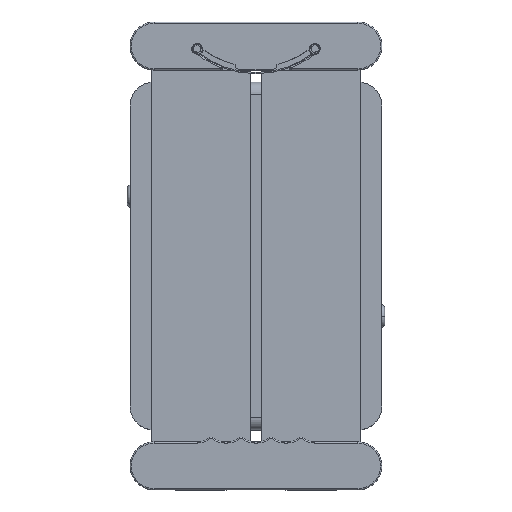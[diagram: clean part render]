
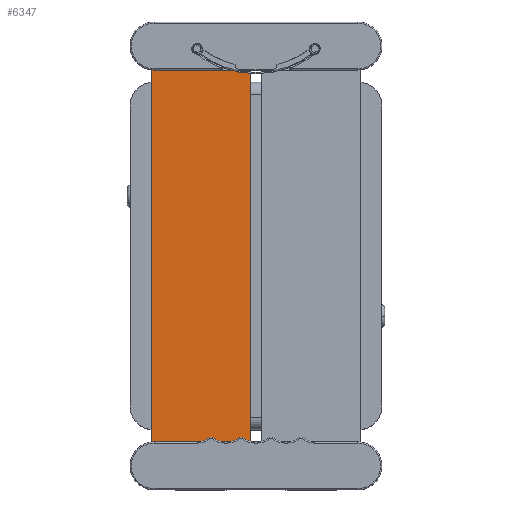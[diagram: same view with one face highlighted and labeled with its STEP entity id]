
A CAD part, top view. The second image highlights one B-rep face of the part: STEP entity #6347.
In plain terms, the highlighted planar face has unit normal (0, 0, 1).
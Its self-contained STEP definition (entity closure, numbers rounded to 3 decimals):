
#320 = EDGE_LOOP ( 'NONE', ( #4497, #441, #2654, #5900, #1611, #1840, #3042 ) ) ;
#362 = AXIS2_PLACEMENT_3D ( 'NONE', #1417, #4691, #2552 ) ;
#387 = AXIS2_PLACEMENT_3D ( 'NONE', #5534, #5073, #3482 ) ;
#403 = EDGE_CURVE ( 'NONE', #5899, #6404, #2751, .T. ) ;
#441 = ORIENTED_EDGE ( 'NONE', *, *, #3321, .T. ) ;
#448 = AXIS2_PLACEMENT_3D ( 'NONE', #6648, #4549, #1887 ) ;
#581 = DIRECTION ( 'NONE',  ( -1., 0., 0. ) ) ;
#908 = CARTESIAN_POINT ( 'NONE',  ( -28.574, 29.672, 72.5 ) ) ;
#1263 = VECTOR ( 'NONE', #3917, 1000. ) ;
#1417 = CARTESIAN_POINT ( 'NONE',  ( -28.574, 33.672, 72.5 ) ) ;
#1464 = CARTESIAN_POINT ( 'NONE',  ( -25.074, -36.328, 72.5 ) ) ;
#1611 = ORIENTED_EDGE ( 'NONE', *, *, #4108, .T. ) ;
#1634 = CARTESIAN_POINT ( 'NONE',  ( -12.574, 29.672, 72.5 ) ) ;
#1657 = CIRCLE ( 'NONE', #448, 4. ) ;
#1735 = CARTESIAN_POINT ( 'NONE',  ( -12.574, -40.328, 72.5 ) ) ;
#1738 = EDGE_CURVE ( 'NONE', #5899, #6632, #6421, .T. ) ;
#1765 = VERTEX_POINT ( 'NONE', #908 ) ;
#1840 = ORIENTED_EDGE ( 'NONE', *, *, #403, .F. ) ;
#1887 = DIRECTION ( 'NONE',  ( 1., 0., 0. ) ) ;
#1967 = DIRECTION ( 'NONE',  ( 0., -1., 0. ) ) ;
#2171 = CARTESIAN_POINT ( 'NONE',  ( -32.374, 29.672, 72.5 ) ) ;
#2214 = EDGE_CURVE ( 'NONE', #5506, #3825, #2496, .T. ) ;
#2467 = DIRECTION ( 'NONE',  ( 0., 0., 1. ) ) ;
#2496 = LINE ( 'NONE', #4597, #5767 ) ;
#2552 = DIRECTION ( 'NONE',  ( 1., 0., 0. ) ) ;
#2654 = ORIENTED_EDGE ( 'NONE', *, *, #2214, .F. ) ;
#2666 = CARTESIAN_POINT ( 'NONE',  ( -12.574, -36.328, 72.5 ) ) ;
#2751 = LINE ( 'NONE', #2898, #6635 ) ;
#2898 = CARTESIAN_POINT ( 'NONE',  ( -29.074, 29.672, 72.5 ) ) ;
#2933 = FACE_OUTER_BOUND ( 'NONE', #320, .T. ) ;
#3042 = ORIENTED_EDGE ( 'NONE', *, *, #1738, .T. ) ;
#3216 = CIRCLE ( 'NONE', #362, 4. ) ;
#3254 = LINE ( 'NONE', #1735, #1263 ) ;
#3321 = EDGE_CURVE ( 'NONE', #5227, #3825, #1657, .T. ) ;
#3335 = CARTESIAN_POINT ( 'NONE',  ( -29.074, -36.328, 72.5 ) ) ;
#3340 = VECTOR ( 'NONE', #581, 1000. ) ;
#3482 = DIRECTION ( 'NONE',  ( 1., 0., 0. ) ) ;
#3794 = DIRECTION ( 'NONE',  ( 0., 1., 0. ) ) ;
#3825 = VERTEX_POINT ( 'NONE', #2666 ) ;
#3917 = DIRECTION ( 'NONE',  ( -1., 0., 0. ) ) ;
#3926 = CARTESIAN_POINT ( 'NONE',  ( -16.574, -40.328, 72.5 ) ) ;
#4108 = EDGE_CURVE ( 'NONE', #1765, #6404, #3216, .T. ) ;
#4301 = AXIS2_PLACEMENT_3D ( 'NONE', #1464, #2467, #6082 ) ;
#4446 = CARTESIAN_POINT ( 'NONE',  ( -29.074, 29.703, 72.5 ) ) ;
#4497 = ORIENTED_EDGE ( 'NONE', *, *, #5548, .F. ) ;
#4549 = DIRECTION ( 'NONE',  ( 0., 0., 1. ) ) ;
#4586 = PLANE ( 'NONE',  #387 ) ;
#4597 = CARTESIAN_POINT ( 'NONE',  ( -12.574, -20.328, 72.5 ) ) ;
#4691 = DIRECTION ( 'NONE',  ( 0., 0., -1. ) ) ;
#4759 = EDGE_CURVE ( 'NONE', #5506, #1765, #5330, .T. ) ;
#5073 = DIRECTION ( 'NONE',  ( 0., 0., -1. ) ) ;
#5227 = VERTEX_POINT ( 'NONE', #3926 ) ;
#5330 = LINE ( 'NONE', #2171, #3340 ) ;
#5506 = VERTEX_POINT ( 'NONE', #1634 ) ;
#5534 = CARTESIAN_POINT ( 'NONE',  ( -14.374, 33.672, 72.5 ) ) ;
#5548 = EDGE_CURVE ( 'NONE', #5227, #6632, #3254, .T. ) ;
#5767 = VECTOR ( 'NONE', #1967, 1000. ) ;
#5899 = VERTEX_POINT ( 'NONE', #3335 ) ;
#5900 = ORIENTED_EDGE ( 'NONE', *, *, #4759, .T. ) ;
#6082 = DIRECTION ( 'NONE',  ( 1., 0., 0. ) ) ;
#6347 = ADVANCED_FACE ( 'NONE', ( #2933 ), #4586, .F. ) ;
#6404 = VERTEX_POINT ( 'NONE', #4446 ) ;
#6421 = CIRCLE ( 'NONE', #4301, 4. ) ;
#6632 = VERTEX_POINT ( 'NONE', #6679 ) ;
#6635 = VECTOR ( 'NONE', #3794, 1000. ) ;
#6648 = CARTESIAN_POINT ( 'NONE',  ( -16.574, -36.328, 72.5 ) ) ;
#6679 = CARTESIAN_POINT ( 'NONE',  ( -25.074, -40.328, 72.5 ) ) ;
